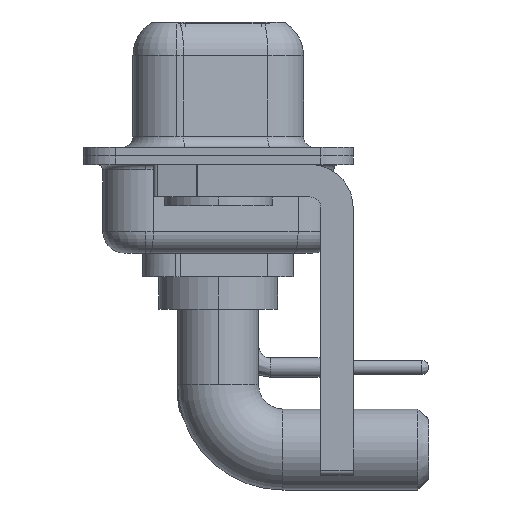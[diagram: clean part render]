
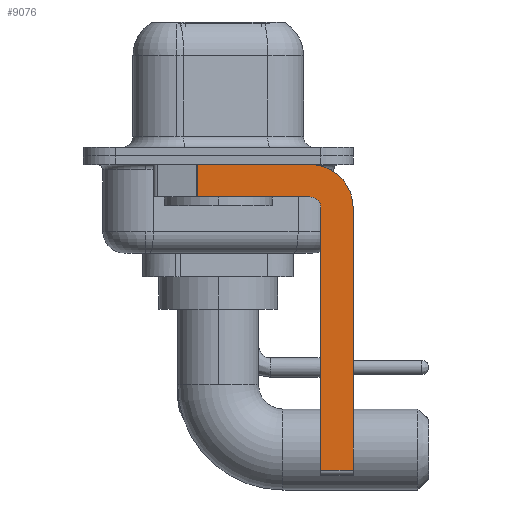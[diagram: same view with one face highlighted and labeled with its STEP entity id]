
A CAD part, left-side view. The second image highlights one B-rep face of the part: STEP entity #9076.
In plain terms, the highlighted planar face has unit normal (-1, 0, 0).
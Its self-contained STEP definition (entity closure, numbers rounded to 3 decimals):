
#128 = CARTESIAN_POINT ( 'NONE',  ( -2.9, -4.25, -1.9 ) ) ;
#766 = EDGE_CURVE ( 'NONE', #1019, #2463, #14562, .T. ) ;
#1019 = VERTEX_POINT ( 'NONE', #15457 ) ;
#1041 = CARTESIAN_POINT ( 'NONE',  ( -2.9, -6.25, -14.55 ) ) ;
#1192 = EDGE_CURVE ( 'NONE', #13192, #2180, #7069, .T. ) ;
#1221 = DIRECTION ( 'NONE',  ( 0., 0., -1. ) ) ;
#1252 = CIRCLE ( 'NONE', #3501, 0.5 ) ;
#1395 = VECTOR ( 'NONE', #17565, 1000. ) ;
#1527 = DIRECTION ( 'NONE',  ( 0., 1., 0. ) ) ;
#1894 = AXIS2_PLACEMENT_3D ( 'NONE', #18164, #18371, #2740 ) ;
#2068 = EDGE_CURVE ( 'NONE', #13192, #2463, #7609, .T. ) ;
#2180 = VERTEX_POINT ( 'NONE', #15008 ) ;
#2463 = VERTEX_POINT ( 'NONE', #1041 ) ;
#2740 = DIRECTION ( 'NONE',  ( 0., 0., -1. ) ) ;
#3501 = AXIS2_PLACEMENT_3D ( 'NONE', #4649, #7763, #19763 ) ;
#3843 = CIRCLE ( 'NONE', #8630, 2. ) ;
#3995 = EDGE_CURVE ( 'NONE', #18104, #10330, #19672, .T. ) ;
#4620 = EDGE_CURVE ( 'NONE', #9493, #10330, #5123, .T. ) ;
#4649 = CARTESIAN_POINT ( 'NONE',  ( -2.9, -4.25, -2.4 ) ) ;
#5029 = DIRECTION ( 'NONE',  ( 0., 0., -1. ) ) ;
#5123 = LINE ( 'NONE', #15730, #7244 ) ;
#5226 = ORIENTED_EDGE ( 'NONE', *, *, #16936, .F. ) ;
#6019 = VECTOR ( 'NONE', #7428, 1000. ) ;
#6072 = ORIENTED_EDGE ( 'NONE', *, *, #3995, .F. ) ;
#6346 = EDGE_CURVE ( 'NONE', #9493, #9891, #7528, .T. ) ;
#6406 = CARTESIAN_POINT ( 'NONE',  ( -2.9, -4.75, -14.55 ) ) ;
#6542 = ORIENTED_EDGE ( 'NONE', *, *, #6346, .F. ) ;
#6999 = CARTESIAN_POINT ( 'NONE',  ( -2.9, -4.25, -0.4 ) ) ;
#7069 = LINE ( 'NONE', #11647, #13253 ) ;
#7165 = DIRECTION ( 'NONE',  ( 0., 0., 1. ) ) ;
#7244 = VECTOR ( 'NONE', #5029, 1000. ) ;
#7306 = ORIENTED_EDGE ( 'NONE', *, *, #1192, .F. ) ;
#7428 = DIRECTION ( 'NONE',  ( 0., -1., 0. ) ) ;
#7528 = LINE ( 'NONE', #9081, #6019 ) ;
#7609 = LINE ( 'NONE', #8991, #14510 ) ;
#7763 = DIRECTION ( 'NONE',  ( -1., 0., 0. ) ) ;
#8188 = CARTESIAN_POINT ( 'NONE',  ( -2.9, -4.25, -1.9 ) ) ;
#8630 = AXIS2_PLACEMENT_3D ( 'NONE', #17959, #12226, #1221 ) ;
#8991 = CARTESIAN_POINT ( 'NONE',  ( -2.9, -4.25, -14.55 ) ) ;
#9076 = ADVANCED_FACE ( 'NONE', ( #12235 ), #19671, .F. ) ;
#9081 = CARTESIAN_POINT ( 'NONE',  ( -2.9, 3., -0.4 ) ) ;
#9096 = EDGE_CURVE ( 'NONE', #2180, #18104, #1252, .T. ) ;
#9493 = VERTEX_POINT ( 'NONE', #19245 ) ;
#9891 = VERTEX_POINT ( 'NONE', #6999 ) ;
#10330 = VERTEX_POINT ( 'NONE', #15679 ) ;
#11647 = CARTESIAN_POINT ( 'NONE',  ( -2.9, -4.75, -14.8 ) ) ;
#12226 = DIRECTION ( 'NONE',  ( 1., 0., 0. ) ) ;
#12235 = FACE_OUTER_BOUND ( 'NONE', #13015, .T. ) ;
#13015 = EDGE_LOOP ( 'NONE', ( #6542, #14016, #6072, #14189, #7306, #14935, #16811, #5226 ) ) ;
#13192 = VERTEX_POINT ( 'NONE', #6406 ) ;
#13253 = VECTOR ( 'NONE', #7165, 1000. ) ;
#13709 = DIRECTION ( 'NONE',  ( 0., -1., 0. ) ) ;
#14016 = ORIENTED_EDGE ( 'NONE', *, *, #4620, .T. ) ;
#14189 = ORIENTED_EDGE ( 'NONE', *, *, #9096, .F. ) ;
#14510 = VECTOR ( 'NONE', #13709, 1000. ) ;
#14562 = LINE ( 'NONE', #14952, #1395 ) ;
#14935 = ORIENTED_EDGE ( 'NONE', *, *, #2068, .T. ) ;
#14952 = CARTESIAN_POINT ( 'NONE',  ( -2.9, -6.25, -2.4 ) ) ;
#15008 = CARTESIAN_POINT ( 'NONE',  ( -2.9, -4.75, -2.4 ) ) ;
#15210 = VECTOR ( 'NONE', #1527, 1000. ) ;
#15457 = CARTESIAN_POINT ( 'NONE',  ( -2.9, -6.25, -2.4 ) ) ;
#15679 = CARTESIAN_POINT ( 'NONE',  ( -2.9, 0.978, -1.9 ) ) ;
#15730 = CARTESIAN_POINT ( 'NONE',  ( -2.9, 0.978, -1.9 ) ) ;
#16811 = ORIENTED_EDGE ( 'NONE', *, *, #766, .F. ) ;
#16936 = EDGE_CURVE ( 'NONE', #9891, #1019, #3843, .T. ) ;
#17565 = DIRECTION ( 'NONE',  ( 0., 0., -1. ) ) ;
#17959 = CARTESIAN_POINT ( 'NONE',  ( -2.9, -4.25, -2.4 ) ) ;
#18104 = VERTEX_POINT ( 'NONE', #8188 ) ;
#18164 = CARTESIAN_POINT ( 'NONE',  ( -2.9, -4.25, -2.4 ) ) ;
#18371 = DIRECTION ( 'NONE',  ( 1., 0., 0. ) ) ;
#19245 = CARTESIAN_POINT ( 'NONE',  ( -2.9, 0.978, -0.4 ) ) ;
#19672 = LINE ( 'NONE', #128, #15210 ) ;
#19671 = PLANE ( 'NONE',  #1894 ) ;
#19763 = DIRECTION ( 'NONE',  ( 0., 0., 1. ) ) ;
